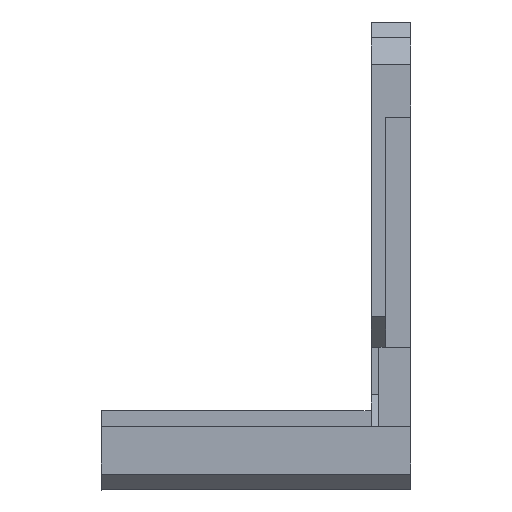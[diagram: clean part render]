
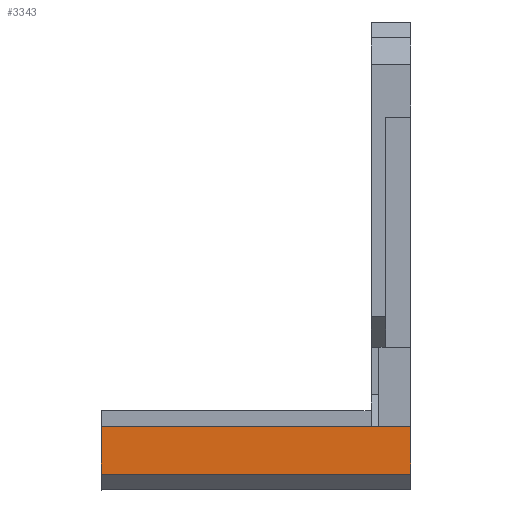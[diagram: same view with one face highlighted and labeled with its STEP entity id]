
A CAD part, left-side view. The second image highlights one B-rep face of the part: STEP entity #3343.
In plain terms, the highlighted planar face has unit normal (-1, 0, 0).
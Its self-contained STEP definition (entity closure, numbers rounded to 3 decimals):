
#75 = ORIENTED_EDGE ( 'NONE', *, *, #1408, .T. ) ;
#150 = VECTOR ( 'NONE', #2214, 1000. ) ;
#215 = VERTEX_POINT ( 'NONE', #906 ) ;
#270 = AXIS2_PLACEMENT_3D ( 'NONE', #3464, #2453, #560 ) ;
#313 = VECTOR ( 'NONE', #4741, 1000. ) ;
#560 = DIRECTION ( 'NONE',  ( 0., 1., 0. ) ) ;
#896 = VERTEX_POINT ( 'NONE', #2175 ) ;
#906 = CARTESIAN_POINT ( 'NONE',  ( -65.323, 50.15, 60.482 ) ) ;
#1053 = CARTESIAN_POINT ( 'NONE',  ( -65.323, 70.65, 54.482 ) ) ;
#1183 = DIRECTION ( 'NONE',  ( 0., 0., -1. ) ) ;
#1260 = VECTOR ( 'NONE', #2451, 1000. ) ;
#1408 = EDGE_CURVE ( 'NONE', #215, #3007, #1826, .T. ) ;
#1537 = EDGE_CURVE ( 'NONE', #3007, #896, #2972, .T. ) ;
#1593 = CARTESIAN_POINT ( 'NONE',  ( -65.323, 89.15, 58.232 ) ) ;
#1624 = FACE_OUTER_BOUND ( 'NONE', #3119, .T. ) ;
#1705 = PLANE ( 'NONE',  #270 ) ;
#1826 = LINE ( 'NONE', #3399, #150 ) ;
#2162 = EDGE_CURVE ( 'NONE', #215, #3039, #2521, .T. ) ;
#2175 = CARTESIAN_POINT ( 'NONE',  ( -65.323, 89.15, 54.482 ) ) ;
#2214 = DIRECTION ( 'NONE',  ( 0., 1., 0. ) ) ;
#2451 = DIRECTION ( 'NONE',  ( 0., 0., -1. ) ) ;
#2453 = DIRECTION ( 'NONE',  ( -1., 0., 0. ) ) ;
#2521 = LINE ( 'NONE', #3245, #1260 ) ;
#2684 = ORIENTED_EDGE ( 'NONE', *, *, #1537, .T. ) ;
#2741 = VECTOR ( 'NONE', #1183, 1000. ) ;
#2972 = LINE ( 'NONE', #1593, #2741 ) ;
#3007 = VERTEX_POINT ( 'NONE', #3867 ) ;
#3039 = VERTEX_POINT ( 'NONE', #3209 ) ;
#3119 = EDGE_LOOP ( 'NONE', ( #75, #2684, #4516, #4067 ) ) ;
#3209 = CARTESIAN_POINT ( 'NONE',  ( -65.323, 50.15, 54.482 ) ) ;
#3245 = CARTESIAN_POINT ( 'NONE',  ( -65.323, 50.15, 59.732 ) ) ;
#3343 = ADVANCED_FACE ( 'NONE', ( #1624 ), #1705, .T. ) ;
#3399 = CARTESIAN_POINT ( 'NONE',  ( -65.323, 70.65, 60.482 ) ) ;
#3464 = CARTESIAN_POINT ( 'NONE',  ( -65.323, 52.15, 62.982 ) ) ;
#3867 = CARTESIAN_POINT ( 'NONE',  ( -65.323, 89.15, 60.482 ) ) ;
#3869 = EDGE_CURVE ( 'NONE', #3039, #896, #4330, .T. ) ;
#4067 = ORIENTED_EDGE ( 'NONE', *, *, #2162, .F. ) ;
#4330 = LINE ( 'NONE', #1053, #313 ) ;
#4516 = ORIENTED_EDGE ( 'NONE', *, *, #3869, .F. ) ;
#4741 = DIRECTION ( 'NONE',  ( 0., 1., 0. ) ) ;
